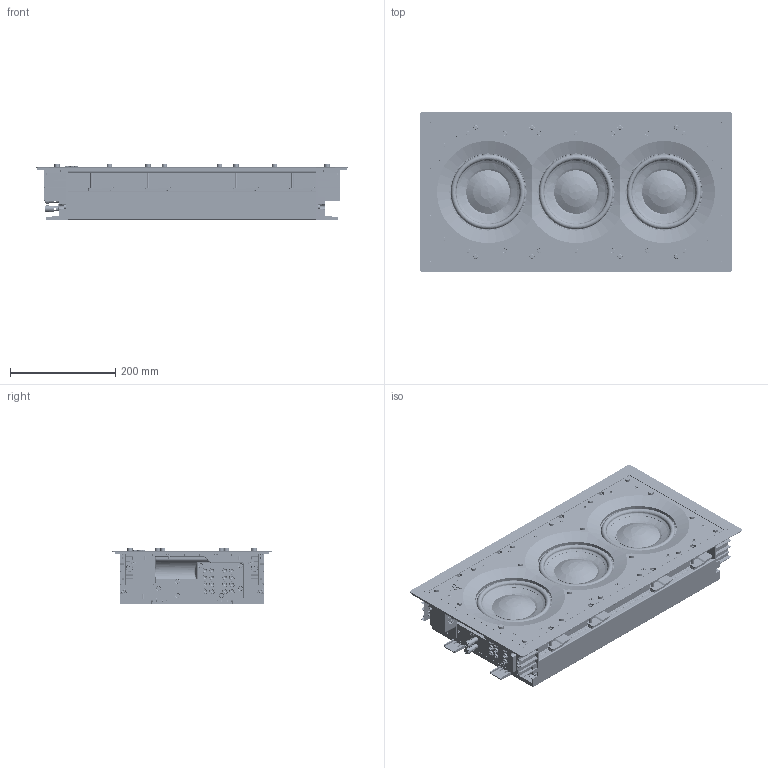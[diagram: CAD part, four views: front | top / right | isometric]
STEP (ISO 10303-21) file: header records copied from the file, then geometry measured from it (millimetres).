
FILE_DESCRIPTION (( 'STEP AP203' ), '1' );
FILE_NAME ('1000-IWSUB-UTOPIA.STEP', '2023-11-08T16:04:03', ( '' ), ( '' ), 'SwSTEP 2.0', 'SolidWorks 2022', '' );
FILE_SCHEMA (( 'CONFIG_CONTROL_DESIGN' ));
Products named in the file (1): 1000-IWSUB-UTOPIA
Bounding box: 593 x 305.9 x 105 mm (x, y, z)
Volume: 2771868.8 mm3; surface area: 1800313.7 mm2
Topology: 276 solids, 298 shells, 12328 faces, 34083 edges, 22263 vertices
Faces by surface type: plane 5106, cylinder 4488, bspline 1298, cone 1138, torus 286, sphere 12
Entity records: 783545 total; most frequent: CARTESIAN_POINT 490128, ORIENTED_EDGE 67630, DIRECTION 53731, EDGE_CURVE 33815, VERTEX_POINT 22257, AXIS2_PLACEMENT_3D 18427, LINE 16877, VECTOR 16877
